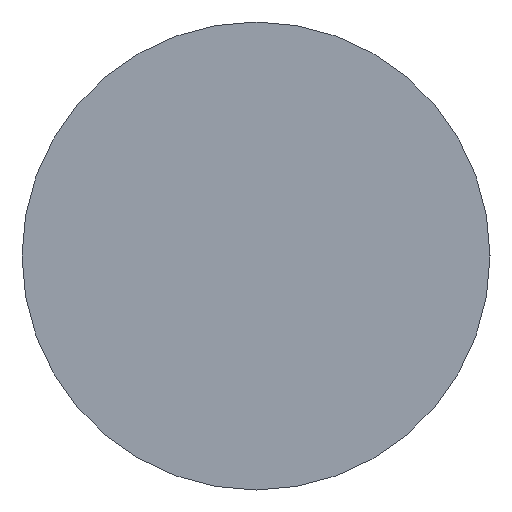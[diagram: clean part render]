
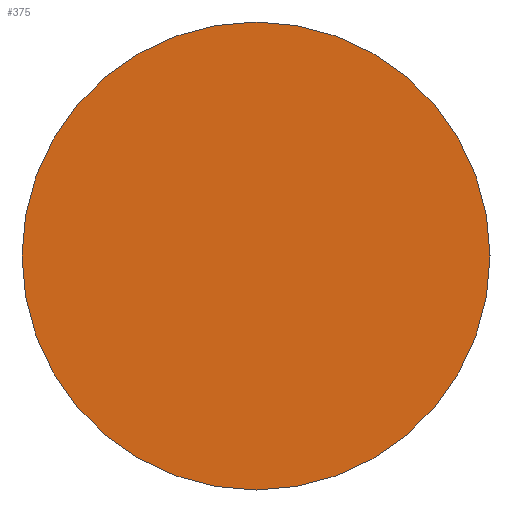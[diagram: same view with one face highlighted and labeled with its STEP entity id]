
A CAD part, left-side view. The second image highlights one B-rep face of the part: STEP entity #375.
In plain terms, the highlighted planar face has unit normal (-1, 0, 0).
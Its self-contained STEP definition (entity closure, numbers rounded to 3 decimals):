
#53 = EDGE_CURVE ( 'NONE', #472, #595, #717, .T. ) ;
#59 = CARTESIAN_POINT ( 'NONE',  ( -1.27, 0., 0. ) ) ;
#60 = CARTESIAN_POINT ( 'NONE',  ( -1.27, 0., 0. ) ) ;
#103 = CARTESIAN_POINT ( 'NONE',  ( -1.27, 0., -0.915 ) ) ;
#120 = DIRECTION ( 'NONE',  ( 1., 0., 0. ) ) ;
#128 = FACE_OUTER_BOUND ( 'NONE', #583, .T. ) ;
#199 = DIRECTION ( 'NONE',  ( 0., 0., -1. ) ) ;
#282 = AXIS2_PLACEMENT_3D ( 'NONE', #60, #301, #307 ) ;
#301 = DIRECTION ( 'NONE',  ( -1., 0., 0. ) ) ;
#307 = DIRECTION ( 'NONE',  ( 0., 0., 1. ) ) ;
#375 = ADVANCED_FACE ( 'NONE', ( #128 ), #712, .T. ) ;
#379 = CIRCLE ( 'NONE', #568, 0.915 ) ;
#381 = AXIS2_PLACEMENT_3D ( 'NONE', #59, #499, #199 ) ;
#397 = EDGE_CURVE ( 'NONE', #595, #472, #379, .T. ) ;
#402 = ORIENTED_EDGE ( 'NONE', *, *, #53, .F. ) ;
#425 = CARTESIAN_POINT ( 'NONE',  ( -1.27, 0., 0. ) ) ;
#472 = VERTEX_POINT ( 'NONE', #681 ) ;
#499 = DIRECTION ( 'NONE',  ( 1., 0., 0. ) ) ;
#568 = AXIS2_PLACEMENT_3D ( 'NONE', #425, #120, #720 ) ;
#583 = EDGE_LOOP ( 'NONE', ( #722, #402 ) ) ;
#595 = VERTEX_POINT ( 'NONE', #103 ) ;
#681 = CARTESIAN_POINT ( 'NONE',  ( -1.27, 0., 0.915 ) ) ;
#712 = PLANE ( 'NONE',  #282 ) ;
#717 = CIRCLE ( 'NONE', #381, 0.915 ) ;
#720 = DIRECTION ( 'NONE',  ( 0., 0., -1. ) ) ;
#722 = ORIENTED_EDGE ( 'NONE', *, *, #397, .F. ) ;
